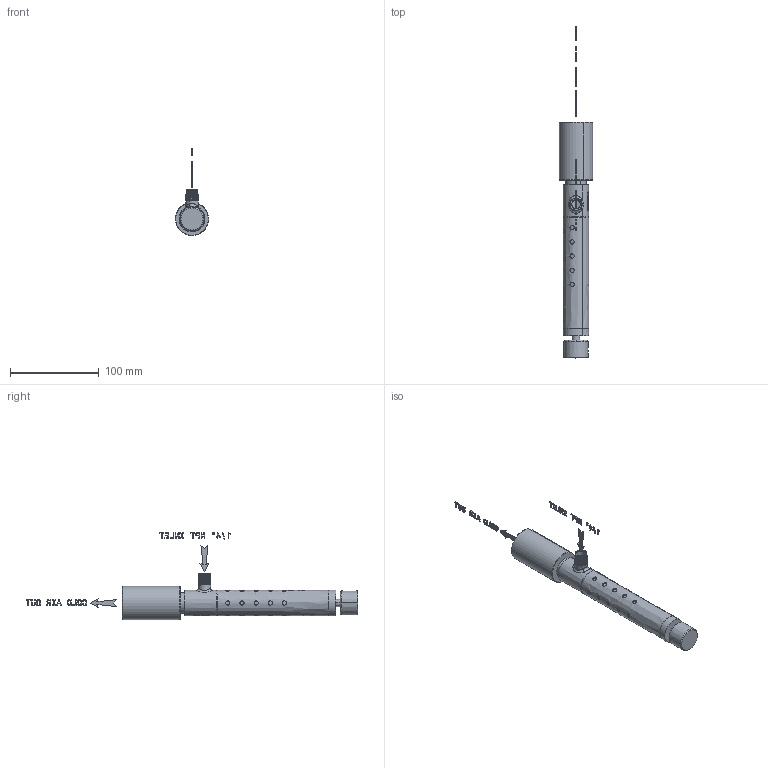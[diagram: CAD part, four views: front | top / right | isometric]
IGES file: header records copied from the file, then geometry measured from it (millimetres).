
Start section: START RECORD GO HERE.
Global section: file name: Adjustable Spot Cooler - Only.igs; native system: DASSAULT SYSTEMES CATIA V5 R20 - www.3ds.com; preprocessor: CATIA Version 5 Release 20 ; author: Chirag Shah; organization: INTRITECH; date: 20190719.165646; units: millimetre
Bounding box: 37.49 x 373.27 x 98.15 mm (x, y, z)
Volume: 158077.1 mm3; surface area: 42900.5 mm2
Topology: 26 solids, 27 shells, 952 faces, 2507 edges, 1653 vertices
Faces by surface type: plane 749, revolution 142, bspline 61
